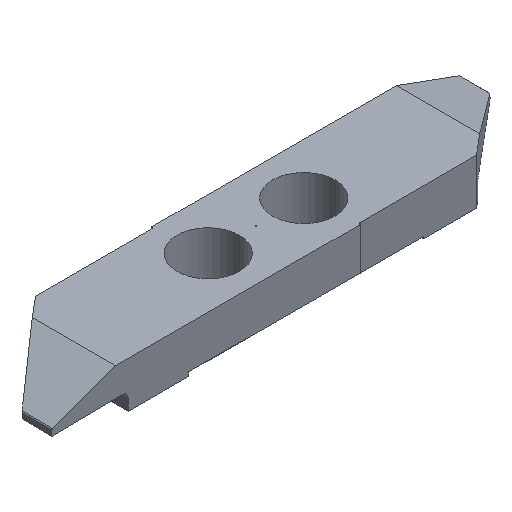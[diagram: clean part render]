
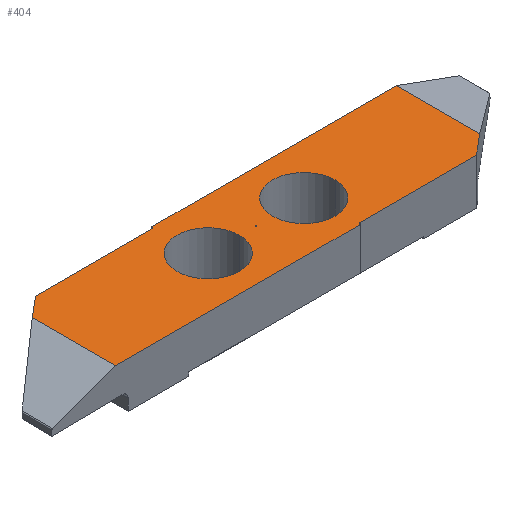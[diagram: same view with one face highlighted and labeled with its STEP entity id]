
A CAD part, isometric view. The second image highlights one B-rep face of the part: STEP entity #404.
In plain terms, the highlighted planar face has unit normal (0, 0, 1).
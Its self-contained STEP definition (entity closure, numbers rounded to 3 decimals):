
#4 = DIRECTION ( 'NONE',  ( -1., 0., 0. ) ) ;
#16 = VERTEX_POINT ( 'NONE', #766 ) ;
#26 = AXIS2_PLACEMENT_3D ( 'NONE', #1041, #49, #62 ) ;
#30 = AXIS2_PLACEMENT_3D ( 'NONE', #361, #508, #1055 ) ;
#31 = DIRECTION ( 'NONE',  ( -1., 0., 0. ) ) ;
#34 = DIRECTION ( 'NONE',  ( 0.766, 0.643, 0. ) ) ;
#49 = DIRECTION ( 'NONE',  ( 0., 0., 1. ) ) ;
#53 = EDGE_CURVE ( 'NONE', #345, #1335, #1044, .T. ) ;
#55 = LINE ( 'NONE', #968, #250 ) ;
#62 = DIRECTION ( 'NONE',  ( 1., 0., 0. ) ) ;
#75 = ORIENTED_EDGE ( 'NONE', *, *, #288, .F. ) ;
#79 = DIRECTION ( 'NONE',  ( 0., 0., -1. ) ) ;
#93 = DIRECTION ( 'NONE',  ( 0., 1., 0. ) ) ;
#95 = CARTESIAN_POINT ( 'NONE',  ( 16.45, 8.035, 7.4 ) ) ;
#120 = CARTESIAN_POINT ( 'NONE',  ( 5.75, 0.188, 7.4 ) ) ;
#137 = ORIENTED_EDGE ( 'NONE', *, *, #1029, .F. ) ;
#140 = VECTOR ( 'NONE', #846, 1000. ) ;
#145 = ORIENTED_EDGE ( 'NONE', *, *, #1183, .T. ) ;
#148 = CARTESIAN_POINT ( 'NONE',  ( 34.174, 0.34, 7.4 ) ) ;
#153 = CARTESIAN_POINT ( 'NONE',  ( 17., 4.188, 7.4 ) ) ;
#158 = ORIENTED_EDGE ( 'NONE', *, *, #466, .T. ) ;
#169 = DIRECTION ( 'NONE',  ( -1., 0., 0. ) ) ;
#176 = CARTESIAN_POINT ( 'NONE',  ( 16.6, 8.185, 7.4 ) ) ;
#195 = CARTESIAN_POINT ( 'NONE',  ( 5.75, 6.713, 7.4 ) ) ;
#196 = VERTEX_POINT ( 'NONE', #1061 ) ;
#206 = AXIS2_PLACEMENT_3D ( 'NONE', #1171, #971, #1081 ) ;
#222 = DIRECTION ( 'NONE',  ( 1., 0., 0. ) ) ;
#243 = CARTESIAN_POINT ( 'NONE',  ( 25.05, 0.34, 7.4 ) ) ;
#244 = ORIENTED_EDGE ( 'NONE', *, *, #1115, .F. ) ;
#250 = VECTOR ( 'NONE', #726, 1000. ) ;
#254 = CARTESIAN_POINT ( 'NONE',  ( 24.9, 0.188, 7.4 ) ) ;
#273 = LINE ( 'NONE', #826, #1412 ) ;
#288 = EDGE_CURVE ( 'NONE', #820, #1110, #343, .T. ) ;
#294 = CARTESIAN_POINT ( 'NONE',  ( 22.05, 4.188, 7.4 ) ) ;
#295 = CARTESIAN_POINT ( 'NONE',  ( 20.745, 4.188, 7.4 ) ) ;
#318 = CIRCLE ( 'NONE', #518, 2.45 ) ;
#327 = DIRECTION ( 'NONE',  ( 0., 0., 1. ) ) ;
#343 = CIRCLE ( 'NONE', #584, 0.15 ) ;
#345 = VERTEX_POINT ( 'NONE', #1363 ) ;
#350 = ORIENTED_EDGE ( 'NONE', *, *, #1131, .T. ) ;
#361 = CARTESIAN_POINT ( 'NONE',  ( 25.05, 0.19, 7.4 ) ) ;
#384 = EDGE_CURVE ( 'NONE', #700, #524, #318, .T. ) ;
#404 = ADVANCED_FACE ( 'NONE', ( #920, #494, #1033, #804 ), #926, .T. ) ;
#406 = CARTESIAN_POINT ( 'NONE',  ( 24.5, 4.188, 7.4 ) ) ;
#410 = CARTESIAN_POINT ( 'NONE',  ( 24.9, 0.19, 7.4 ) ) ;
#416 = AXIS2_PLACEMENT_3D ( 'NONE', #1408, #79, #851 ) ;
#434 = VERTEX_POINT ( 'NONE', #243 ) ;
#438 = VERTEX_POINT ( 'NONE', #410 ) ;
#439 = CARTESIAN_POINT ( 'NONE',  ( 24.9, -1., 7.4 ) ) ;
#442 = EDGE_LOOP ( 'NONE', ( #145, #823 ) ) ;
#466 = EDGE_CURVE ( 'NONE', #634, #1122, #1266, .T. ) ;
#467 = LINE ( 'NONE', #664, #536 ) ;
#473 = CARTESIAN_POINT ( 'NONE',  ( 24.5, 4.188, 7.4 ) ) ;
#475 = LINE ( 'NONE', #439, #673 ) ;
#494 = FACE_BOUND ( 'NONE', #1364, .T. ) ;
#508 = DIRECTION ( 'NONE',  ( 0., 0., 1. ) ) ;
#514 = AXIS2_PLACEMENT_3D ( 'NONE', #153, #947, #830 ) ;
#518 = AXIS2_PLACEMENT_3D ( 'NONE', #473, #1147, #585 ) ;
#524 = VERTEX_POINT ( 'NONE', #294 ) ;
#536 = VECTOR ( 'NONE', #1111, 1000. ) ;
#576 = ORIENTED_EDGE ( 'NONE', *, *, #776, .T. ) ;
#584 = AXIS2_PLACEMENT_3D ( 'NONE', #644, #327, #4 ) ;
#585 = DIRECTION ( 'NONE',  ( 1., 0., 0. ) ) ;
#588 = LINE ( 'NONE', #694, #1350 ) ;
#594 = CARTESIAN_POINT ( 'NONE',  ( 16.6, 8.185, 7.4 ) ) ;
#595 = CARTESIAN_POINT ( 'NONE',  ( 19.45, 4.188, 7.4 ) ) ;
#596 = ORIENTED_EDGE ( 'NONE', *, *, #935, .F. ) ;
#634 = VERTEX_POINT ( 'NONE', #1339 ) ;
#644 = CARTESIAN_POINT ( 'NONE',  ( 16.45, 8.185, 7.4 ) ) ;
#646 = CIRCLE ( 'NONE', #206, 0.005 ) ;
#651 = CIRCLE ( 'NONE', #30, 0.15 ) ;
#662 = CARTESIAN_POINT ( 'NONE',  ( 16.45, 8.035, 7.4 ) ) ;
#664 = CARTESIAN_POINT ( 'NONE',  ( 41.5, 0.188, 7.4 ) ) ;
#673 = VECTOR ( 'NONE', #885, 1000. ) ;
#676 = LINE ( 'NONE', #662, #1231 ) ;
#687 = EDGE_CURVE ( 'NONE', #705, #1038, #467, .T. ) ;
#688 = CARTESIAN_POINT ( 'NONE',  ( 14.55, 4.188, 7.4 ) ) ;
#692 = CIRCLE ( 'NONE', #514, 2.45 ) ;
#694 = CARTESIAN_POINT ( 'NONE',  ( 41.5, 0.34, 7.4 ) ) ;
#700 = VERTEX_POINT ( 'NONE', #1117 ) ;
#705 = VERTEX_POINT ( 'NONE', #120 ) ;
#710 = DIRECTION ( 'NONE',  ( -0.766, -0.643, 0. ) ) ;
#713 = VERTEX_POINT ( 'NONE', #595 ) ;
#714 = VECTOR ( 'NONE', #710, 1000. ) ;
#726 = DIRECTION ( 'NONE',  ( 1., 0., 0. ) ) ;
#737 = LINE ( 'NONE', #1279, #140 ) ;
#745 = DIRECTION ( 'NONE',  ( 0., 0., 1. ) ) ;
#750 = ORIENTED_EDGE ( 'NONE', *, *, #993, .F. ) ;
#766 = CARTESIAN_POINT ( 'NONE',  ( 35.75, 8.188, 7.4 ) ) ;
#776 = EDGE_CURVE ( 'NONE', #1043, #1236, #273, .T. ) ;
#795 = AXIS2_PLACEMENT_3D ( 'NONE', #809, #1379, #31 ) ;
#798 = EDGE_CURVE ( 'NONE', #1110, #196, #1162, .T. ) ;
#804 = FACE_OUTER_BOUND ( 'NONE', #1309, .T. ) ;
#809 = CARTESIAN_POINT ( 'NONE',  ( 40.323, 0., 7.4 ) ) ;
#820 = VERTEX_POINT ( 'NONE', #95 ) ;
#823 = ORIENTED_EDGE ( 'NONE', *, *, #53, .T. ) ;
#826 = CARTESIAN_POINT ( 'NONE',  ( 41.199, 6.235, 7.4 ) ) ;
#830 = DIRECTION ( 'NONE',  ( 1., 0., 0. ) ) ;
#835 = VECTOR ( 'NONE', #93, 1000. ) ;
#846 = DIRECTION ( 'NONE',  ( 0., -1., 0. ) ) ;
#851 = DIRECTION ( 'NONE',  ( -1., 0., 0. ) ) ;
#885 = DIRECTION ( 'NONE',  ( 0., -1., 0. ) ) ;
#904 = ORIENTED_EDGE ( 'NONE', *, *, #798, .F. ) ;
#920 = FACE_BOUND ( 'NONE', #1141, .T. ) ;
#926 = PLANE ( 'NONE',  #795 ) ;
#935 = EDGE_CURVE ( 'NONE', #438, #1038, #475, .T. ) ;
#947 = DIRECTION ( 'NONE',  ( 0., 0., 1. ) ) ;
#956 = CARTESIAN_POINT ( 'NONE',  ( 35.75, 0., 7.4 ) ) ;
#962 = EDGE_CURVE ( 'NONE', #634, #820, #676, .T. ) ;
#968 = CARTESIAN_POINT ( 'NONE',  ( 41.5, 8.188, 7.4 ) ) ;
#971 = DIRECTION ( 'NONE',  ( 0., 0., -1. ) ) ;
#993 = EDGE_CURVE ( 'NONE', #1043, #434, #588, .T. ) ;
#1002 = AXIS2_PLACEMENT_3D ( 'NONE', #406, #745, #1192 ) ;
#1005 = ORIENTED_EDGE ( 'NONE', *, *, #1212, .F. ) ;
#1029 = EDGE_CURVE ( 'NONE', #434, #438, #651, .T. ) ;
#1033 = FACE_BOUND ( 'NONE', #442, .T. ) ;
#1038 = VERTEX_POINT ( 'NONE', #254 ) ;
#1039 = EDGE_CURVE ( 'NONE', #713, #1071, #692, .T. ) ;
#1041 = CARTESIAN_POINT ( 'NONE',  ( 17., 4.188, 7.4 ) ) ;
#1043 = VERTEX_POINT ( 'NONE', #148 ) ;
#1044 = CIRCLE ( 'NONE', #416, 0.005 ) ;
#1047 = ORIENTED_EDGE ( 'NONE', *, *, #687, .T. ) ;
#1055 = DIRECTION ( 'NONE',  ( -1., 0., 0. ) ) ;
#1061 = CARTESIAN_POINT ( 'NONE',  ( 16.6, 8.188, 7.4 ) ) ;
#1071 = VERTEX_POINT ( 'NONE', #688 ) ;
#1081 = DIRECTION ( 'NONE',  ( -1., 0., 0. ) ) ;
#1088 = CIRCLE ( 'NONE', #26, 2.45 ) ;
#1110 = VERTEX_POINT ( 'NONE', #594 ) ;
#1111 = DIRECTION ( 'NONE',  ( 1., 0., 0. ) ) ;
#1115 = EDGE_CURVE ( 'NONE', #1071, #713, #1088, .T. ) ;
#1117 = CARTESIAN_POINT ( 'NONE',  ( 26.95, 4.188, 7.4 ) ) ;
#1122 = VERTEX_POINT ( 'NONE', #195 ) ;
#1126 = EDGE_CURVE ( 'NONE', #1236, #16, #1307, .T. ) ;
#1128 = ORIENTED_EDGE ( 'NONE', *, *, #1126, .T. ) ;
#1131 = EDGE_CURVE ( 'NONE', #1122, #705, #737, .T. ) ;
#1141 = EDGE_LOOP ( 'NONE', ( #1343, #1005 ) ) ;
#1147 = DIRECTION ( 'NONE',  ( 0., 0., 1. ) ) ;
#1162 = LINE ( 'NONE', #176, #1344 ) ;
#1171 = CARTESIAN_POINT ( 'NONE',  ( 20.75, 4.188, 7.4 ) ) ;
#1183 = EDGE_CURVE ( 'NONE', #1335, #345, #646, .T. ) ;
#1192 = DIRECTION ( 'NONE',  ( 1., 0., 0. ) ) ;
#1212 = EDGE_CURVE ( 'NONE', #524, #700, #1411, .T. ) ;
#1231 = VECTOR ( 'NONE', #222, 1000. ) ;
#1235 = EDGE_CURVE ( 'NONE', #196, #16, #55, .T. ) ;
#1236 = VERTEX_POINT ( 'NONE', #1407 ) ;
#1266 = LINE ( 'NONE', #1406, #714 ) ;
#1267 = ORIENTED_EDGE ( 'NONE', *, *, #1235, .F. ) ;
#1279 = CARTESIAN_POINT ( 'NONE',  ( 5.75, 8.375, 7.4 ) ) ;
#1282 = ORIENTED_EDGE ( 'NONE', *, *, #962, .F. ) ;
#1307 = LINE ( 'NONE', #956, #835 ) ;
#1309 = EDGE_LOOP ( 'NONE', ( #350, #1047, #596, #137, #750, #576, #1128, #1267, #904, #75, #1282, #158 ) ) ;
#1335 = VERTEX_POINT ( 'NONE', #295 ) ;
#1339 = CARTESIAN_POINT ( 'NONE',  ( 7.326, 8.035, 7.4 ) ) ;
#1343 = ORIENTED_EDGE ( 'NONE', *, *, #384, .F. ) ;
#1344 = VECTOR ( 'NONE', #1361, 1000. ) ;
#1350 = VECTOR ( 'NONE', #169, 1000. ) ;
#1361 = DIRECTION ( 'NONE',  ( 0., 1., 0. ) ) ;
#1363 = CARTESIAN_POINT ( 'NONE',  ( 20.755, 4.188, 7.4 ) ) ;
#1364 = EDGE_LOOP ( 'NONE', ( #1405, #244 ) ) ;
#1379 = DIRECTION ( 'NONE',  ( 0., 0., 1. ) ) ;
#1405 = ORIENTED_EDGE ( 'NONE', *, *, #1039, .F. ) ;
#1406 = CARTESIAN_POINT ( 'NONE',  ( 0.301, 2.14, 7.4 ) ) ;
#1407 = CARTESIAN_POINT ( 'NONE',  ( 35.75, 1.662, 7.4 ) ) ;
#1408 = CARTESIAN_POINT ( 'NONE',  ( 20.75, 4.188, 7.4 ) ) ;
#1411 = CIRCLE ( 'NONE', #1002, 2.45 ) ;
#1412 = VECTOR ( 'NONE', #34, 1000. ) ;
